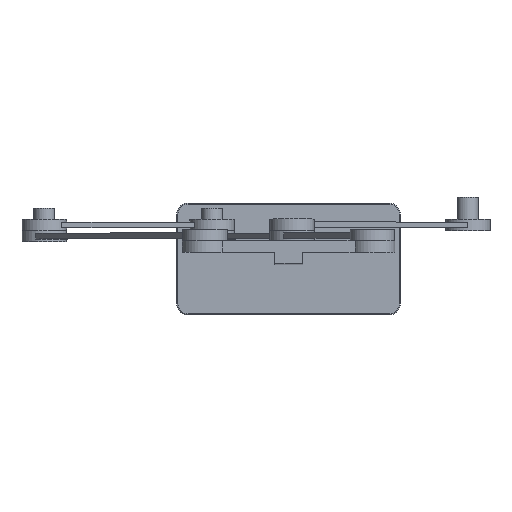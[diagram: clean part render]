
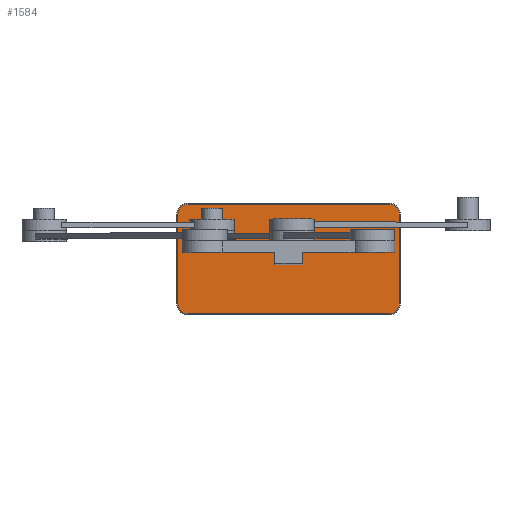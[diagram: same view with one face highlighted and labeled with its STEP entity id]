
A CAD part, top view. The second image highlights one B-rep face of the part: STEP entity #1584.
In plain terms, the highlighted face is planar.
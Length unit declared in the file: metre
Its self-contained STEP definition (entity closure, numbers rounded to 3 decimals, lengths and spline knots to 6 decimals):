
#34=LINE('',#2655,#122);
#37=LINE('',#2661,#125);
#39=LINE('',#2665,#127);
#41=LINE('',#2669,#129);
#57=LINE('',#2738,#145);
#58=LINE('',#2743,#146);
#59=LINE('',#2747,#147);
#60=LINE('',#2751,#148);
#122=VECTOR('',#2114,1.);
#125=VECTOR('',#2119,1.);
#127=VECTOR('',#2123,1.);
#129=VECTOR('',#2127,1.);
#145=VECTOR('',#2207,1.);
#146=VECTOR('',#2210,1.);
#147=VECTOR('',#2213,1.);
#148=VECTOR('',#2216,1.);
#430=ORIENTED_EDGE('',*,*,#727,.F.);
#431=ORIENTED_EDGE('',*,*,#729,.F.);
#432=ORIENTED_EDGE('',*,*,#731,.F.);
#433=ORIENTED_EDGE('',*,*,#724,.F.);
#434=ORIENTED_EDGE('',*,*,#765,.F.);
#435=ORIENTED_EDGE('',*,*,#766,.F.);
#436=ORIENTED_EDGE('',*,*,#767,.F.);
#437=ORIENTED_EDGE('',*,*,#768,.F.);
#438=ORIENTED_EDGE('',*,*,#769,.F.);
#439=ORIENTED_EDGE('',*,*,#770,.F.);
#440=ORIENTED_EDGE('',*,*,#771,.F.);
#441=ORIENTED_EDGE('',*,*,#772,.F.);
#724=EDGE_CURVE('',#914,#915,#34,.T.);
#727=EDGE_CURVE('',#916,#914,#37,.T.);
#729=EDGE_CURVE('',#917,#916,#39,.T.);
#731=EDGE_CURVE('',#915,#917,#41,.T.);
#765=EDGE_CURVE('',#939,#940,#57,.T.);
#766=EDGE_CURVE('',#941,#939,#1064,.T.);
#767=EDGE_CURVE('',#942,#941,#58,.T.);
#768=EDGE_CURVE('',#943,#942,#1065,.T.);
#769=EDGE_CURVE('',#944,#943,#59,.T.);
#770=EDGE_CURVE('',#945,#944,#1066,.T.);
#771=EDGE_CURVE('',#946,#945,#60,.T.);
#772=EDGE_CURVE('',#940,#946,#1067,.T.);
#914=VERTEX_POINT('',#2656);
#915=VERTEX_POINT('',#2657);
#916=VERTEX_POINT('',#2662);
#917=VERTEX_POINT('',#2666);
#939=VERTEX_POINT('',#2739);
#940=VERTEX_POINT('',#2740);
#941=VERTEX_POINT('',#2742);
#942=VERTEX_POINT('',#2744);
#943=VERTEX_POINT('',#2746);
#944=VERTEX_POINT('',#2748);
#945=VERTEX_POINT('',#2750);
#946=VERTEX_POINT('',#2752);
#1064=CIRCLE('',#1863,0.0018);
#1065=CIRCLE('',#1864,0.0018);
#1066=CIRCLE('',#1865,0.0018);
#1067=CIRCLE('',#1866,0.0018);
#1184=EDGE_LOOP('',(#430,#431,#432,#433));
#1185=EDGE_LOOP('',(#434,#435,#436,#437,#438,#439,#440,#441));
#1356=FACE_BOUND('',#1184,.T.);
#1357=FACE_BOUND('',#1185,.T.);
#1502=PLANE('',#1862);
#1584=ADVANCED_FACE('',(#1356,#1357),#1502,.T.);
#1862=AXIS2_PLACEMENT_3D('',#2737,#2205,#2206);
#1863=AXIS2_PLACEMENT_3D('',#2741,#2208,#2209);
#1864=AXIS2_PLACEMENT_3D('',#2745,#2211,#2212);
#1865=AXIS2_PLACEMENT_3D('',#2749,#2214,#2215);
#1866=AXIS2_PLACEMENT_3D('',#2753,#2217,#2218);
#2114=DIRECTION('',(1.,0.,0.));
#2119=DIRECTION('',(0.,0.,1.));
#2123=DIRECTION('',(-1.,0.,0.));
#2127=DIRECTION('',(0.,0.,-1.));
#2205=DIRECTION('',(0.,1.,0.));
#2206=DIRECTION('',(0.,0.,1.));
#2207=DIRECTION('',(0.,0.,-1.));
#2208=DIRECTION('',(0.,-1.,0.));
#2209=DIRECTION('',(-0.707,0.,0.707));
#2210=DIRECTION('',(-1.,0.,0.));
#2211=DIRECTION('',(0.,-1.,0.));
#2212=DIRECTION('',(0.707,0.,0.707));
#2213=DIRECTION('',(0.,0.,1.));
#2214=DIRECTION('',(0.,-1.,0.));
#2215=DIRECTION('',(0.707,0.,-0.707));
#2216=DIRECTION('',(1.,0.,0.));
#2217=DIRECTION('',(0.,-1.,0.));
#2218=DIRECTION('',(-0.707,0.,-0.707));
#2655=CARTESIAN_POINT('',(0.0125,-0.1405,0.003));
#2656=CARTESIAN_POINT('',(0.0125,-0.1405,0.003));
#2657=CARTESIAN_POINT('',(0.0175,-0.1405,0.003));
#2661=CARTESIAN_POINT('',(0.0125,-0.1405,0.001));
#2662=CARTESIAN_POINT('',(0.0125,-0.1405,0.001));
#2665=CARTESIAN_POINT('',(0.0175,-0.1405,0.001));
#2666=CARTESIAN_POINT('',(0.0175,-0.1405,0.001));
#2669=CARTESIAN_POINT('',(0.0175,-0.1405,0.003));
#2737=CARTESIAN_POINT('',(0.015,-0.1405,0.002));
#2738=CARTESIAN_POINT('',(-0.0048,-0.1405,0.01));
#2739=CARTESIAN_POINT('',(-0.0048,-0.1405,0.01));
#2740=CARTESIAN_POINT('',(-0.0048,-0.1405,-0.006));
#2741=CARTESIAN_POINT('',(-0.003,-0.1405,0.01));
#2742=CARTESIAN_POINT('',(-0.003,-0.1405,0.0118));
#2743=CARTESIAN_POINT('',(0.033,-0.1405,0.0118));
#2744=CARTESIAN_POINT('',(0.033,-0.1405,0.0118));
#2745=CARTESIAN_POINT('',(0.033,-0.1405,0.01));
#2746=CARTESIAN_POINT('',(0.0348,-0.1405,0.01));
#2747=CARTESIAN_POINT('',(0.0348,-0.1405,-0.006));
#2748=CARTESIAN_POINT('',(0.0348,-0.1405,-0.006));
#2749=CARTESIAN_POINT('',(0.033,-0.1405,-0.006));
#2750=CARTESIAN_POINT('',(0.033,-0.1405,-0.0078));
#2751=CARTESIAN_POINT('',(-0.003,-0.1405,-0.0078));
#2752=CARTESIAN_POINT('',(-0.003,-0.1405,-0.0078));
#2753=CARTESIAN_POINT('',(-0.003,-0.1405,-0.006));
